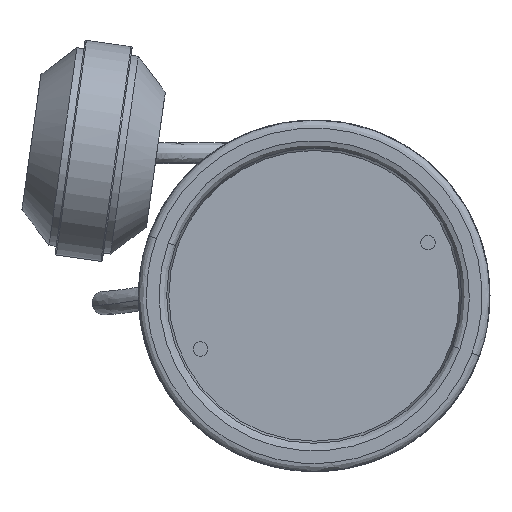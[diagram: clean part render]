
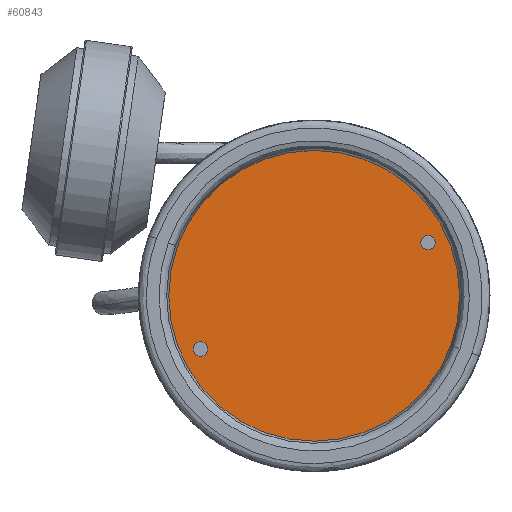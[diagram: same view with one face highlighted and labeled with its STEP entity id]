
A CAD part, front view. The second image highlights one B-rep face of the part: STEP entity #60843.
In plain terms, the highlighted planar face has unit normal (0, -1, 0).
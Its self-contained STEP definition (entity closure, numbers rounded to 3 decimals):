
#2248 = AXIS2_PLACEMENT_3D ( 'NONE', #9394, #48425, #85103 ) ;
#2320 = DIRECTION ( 'NONE',  ( 0., -1., 0. ) ) ;
#2785 = DIRECTION ( 'NONE',  ( 0., 0., -1. ) ) ;
#5891 = DIRECTION ( 'NONE',  ( 1., 0., 0. ) ) ;
#6158 = ORIENTED_EDGE ( 'NONE', *, *, #26962, .F. ) ;
#6303 = CIRCLE ( 'NONE', #26099, 2.75 ) ;
#7965 = FACE_BOUND ( 'NONE', #81243, .T. ) ;
#8127 = ORIENTED_EDGE ( 'NONE', *, *, #45282, .F. ) ;
#9209 = CARTESIAN_POINT ( 'NONE',  ( -36.338, 5.2, -33.588 ) ) ;
#9394 = CARTESIAN_POINT ( 'NONE',  ( 33.588, 5.2, 33.588 ) ) ;
#10564 = ORIENTED_EDGE ( 'NONE', *, *, #76007, .F. ) ;
#10677 = AXIS2_PLACEMENT_3D ( 'NONE', #59983, #25408, #5891 ) ;
#12177 = AXIS2_PLACEMENT_3D ( 'NONE', #23280, #49889, #29494 ) ;
#15110 = EDGE_LOOP ( 'NONE', ( #10564, #22438 ) ) ;
#15494 = DIRECTION ( 'NONE',  ( 0., 0., 1. ) ) ;
#15964 = CARTESIAN_POINT ( 'NONE',  ( -30.838, 5.2, -33.588 ) ) ;
#17954 = CIRCLE ( 'NONE', #78887, 2.75 ) ;
#19224 = CIRCLE ( 'NONE', #10677, 2.75 ) ;
#21276 = FACE_BOUND ( 'NONE', #15110, .T. ) ;
#21430 = DIRECTION ( 'NONE',  ( 1., 0., 0. ) ) ;
#22325 = CARTESIAN_POINT ( 'NONE',  ( 0., 5.2, 0. ) ) ;
#22438 = ORIENTED_EDGE ( 'NONE', *, *, #29208, .F. ) ;
#23280 = CARTESIAN_POINT ( 'NONE',  ( 0., 5.2, 0. ) ) ;
#23599 = EDGE_LOOP ( 'NONE', ( #33609, #86178 ) ) ;
#25408 = DIRECTION ( 'NONE',  ( 0., -1., 0. ) ) ;
#26099 = AXIS2_PLACEMENT_3D ( 'NONE', #82217, #53378, #21430 ) ;
#26296 = CIRCLE ( 'NONE', #2248, 2.75 ) ;
#26962 = EDGE_CURVE ( 'NONE', #67678, #57010, #26296, .T. ) ;
#29208 = EDGE_CURVE ( 'NONE', #80413, #76247, #19224, .T. ) ;
#29494 = DIRECTION ( 'NONE',  ( 0., 0., -1. ) ) ;
#30914 = EDGE_CURVE ( 'NONE', #52616, #62350, #71715, .T. ) ;
#33609 = ORIENTED_EDGE ( 'NONE', *, *, #30914, .T. ) ;
#35753 = AXIS2_PLACEMENT_3D ( 'NONE', #62071, #49199, #15494 ) ;
#37833 = CARTESIAN_POINT ( 'NONE',  ( 36.338, 5.2, 33.588 ) ) ;
#45282 = EDGE_CURVE ( 'NONE', #57010, #67678, #6303, .T. ) ;
#48304 = FACE_OUTER_BOUND ( 'NONE', #23599, .T. ) ;
#48425 = DIRECTION ( 'NONE',  ( 0., -1., 0. ) ) ;
#49199 = DIRECTION ( 'NONE',  ( 0., 1., 0. ) ) ;
#49889 = DIRECTION ( 'NONE',  ( 0., -1., 0. ) ) ;
#52616 = VERTEX_POINT ( 'NONE', #53163 ) ;
#53163 = CARTESIAN_POINT ( 'NONE',  ( 0., 5.2, -55. ) ) ;
#53378 = DIRECTION ( 'NONE',  ( 0., -1., 0. ) ) ;
#54466 = EDGE_CURVE ( 'NONE', #62350, #52616, #69235, .T. ) ;
#54875 = CARTESIAN_POINT ( 'NONE',  ( 30.838, 5.2, 33.588 ) ) ;
#57010 = VERTEX_POINT ( 'NONE', #37833 ) ;
#59983 = CARTESIAN_POINT ( 'NONE',  ( -33.588, 5.2, -33.588 ) ) ;
#60843 = ADVANCED_FACE ( 'NONE', ( #7965, #21276, #48304 ), #75388, .F. ) ;
#62071 = CARTESIAN_POINT ( 'NONE',  ( -110., 5.2, -110. ) ) ;
#62350 = VERTEX_POINT ( 'NONE', #87079 ) ;
#63560 = DIRECTION ( 'NONE',  ( 0., -1., 0. ) ) ;
#67678 = VERTEX_POINT ( 'NONE', #54875 ) ;
#69235 = CIRCLE ( 'NONE', #86259, 55. ) ;
#71067 = DIRECTION ( 'NONE',  ( 1., 0., 0. ) ) ;
#71715 = CIRCLE ( 'NONE', #12177, 55. ) ;
#75388 = PLANE ( 'NONE',  #35753 ) ;
#76007 = EDGE_CURVE ( 'NONE', #76247, #80413, #17954, .T. ) ;
#76247 = VERTEX_POINT ( 'NONE', #15964 ) ;
#77735 = CARTESIAN_POINT ( 'NONE',  ( -33.588, 5.2, -33.588 ) ) ;
#78887 = AXIS2_PLACEMENT_3D ( 'NONE', #77735, #2320, #71067 ) ;
#80413 = VERTEX_POINT ( 'NONE', #9209 ) ;
#81243 = EDGE_LOOP ( 'NONE', ( #8127, #6158 ) ) ;
#82217 = CARTESIAN_POINT ( 'NONE',  ( 33.588, 5.2, 33.588 ) ) ;
#85103 = DIRECTION ( 'NONE',  ( 1., 0., 0. ) ) ;
#86178 = ORIENTED_EDGE ( 'NONE', *, *, #54466, .T. ) ;
#86259 = AXIS2_PLACEMENT_3D ( 'NONE', #22325, #63560, #2785 ) ;
#87079 = CARTESIAN_POINT ( 'NONE',  ( 0., 5.2, 55. ) ) ;
